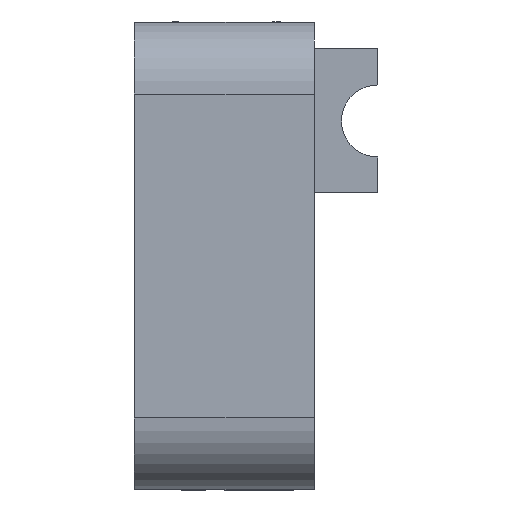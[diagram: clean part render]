
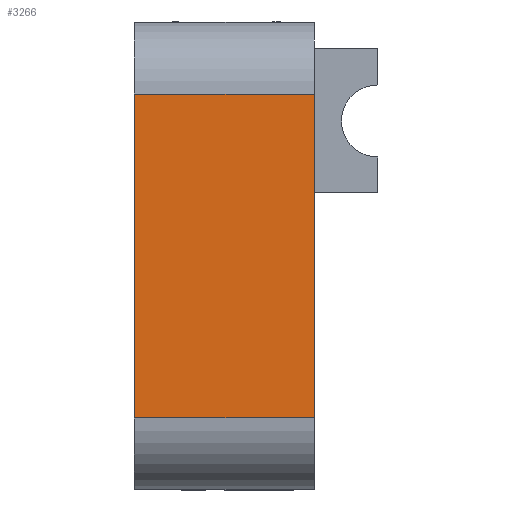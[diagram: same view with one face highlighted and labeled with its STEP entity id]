
A CAD part, left-side view. The second image highlights one B-rep face of the part: STEP entity #3266.
In plain terms, the highlighted planar face has unit normal (-1, 0, 0).
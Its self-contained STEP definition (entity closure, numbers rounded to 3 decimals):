
#26 = VECTOR ( 'NONE', #8113, 1000. ) ;
#86 = CARTESIAN_POINT ( 'NONE',  ( -266.7, 63.5, 57.15 ) ) ;
#211 = VERTEX_POINT ( 'NONE', #5593 ) ;
#292 = EDGE_CURVE ( 'NONE', #7268, #5809, #7733, .T. ) ;
#1055 = EDGE_LOOP ( 'NONE', ( #8006, #1646, #2112, #5018 ) ) ;
#1358 = VECTOR ( 'NONE', #1606, 1000. ) ;
#1606 = DIRECTION ( 'NONE',  ( 0., 0., -1. ) ) ;
#1646 = ORIENTED_EDGE ( 'NONE', *, *, #7832, .T. ) ;
#1693 = DIRECTION ( 'NONE',  ( 0., 0., 1. ) ) ;
#2112 = ORIENTED_EDGE ( 'NONE', *, *, #292, .T. ) ;
#2225 = DIRECTION ( 'NONE',  ( -1., 0., 0. ) ) ;
#2584 = CARTESIAN_POINT ( 'NONE',  ( -266.7, 63.5, 57.15 ) ) ;
#2804 = EDGE_CURVE ( 'NONE', #8291, #211, #4853, .T. ) ;
#2921 = DIRECTION ( 'NONE',  ( 0., -1., 0. ) ) ;
#3266 = ADVANCED_FACE ( 'NONE', ( #8235 ), #4125, .T. ) ;
#3609 = VECTOR ( 'NONE', #2921, 1000. ) ;
#3904 = VECTOR ( 'NONE', #1693, 1000. ) ;
#4125 = PLANE ( 'NONE',  #8304 ) ;
#4162 = EDGE_CURVE ( 'NONE', #5809, #8291, #4834, .T. ) ;
#4834 = LINE ( 'NONE', #86, #26 ) ;
#4853 = LINE ( 'NONE', #8225, #1358 ) ;
#5018 = ORIENTED_EDGE ( 'NONE', *, *, #4162, .T. ) ;
#5591 = CARTESIAN_POINT ( 'NONE',  ( -266.7, 0., -57.15 ) ) ;
#5593 = CARTESIAN_POINT ( 'NONE',  ( -266.7, 63.5, -57.15 ) ) ;
#5809 = VERTEX_POINT ( 'NONE', #5876 ) ;
#5876 = CARTESIAN_POINT ( 'NONE',  ( -266.7, 0., 57.15 ) ) ;
#6785 = DIRECTION ( 'NONE',  ( 0., 0., 1. ) ) ;
#6908 = LINE ( 'NONE', #5591, #3609 ) ;
#6913 = CARTESIAN_POINT ( 'NONE',  ( -266.7, 0., 0. ) ) ;
#7268 = VERTEX_POINT ( 'NONE', #8271 ) ;
#7694 = CARTESIAN_POINT ( 'NONE',  ( -266.7, 0., -82.55 ) ) ;
#7733 = LINE ( 'NONE', #7694, #3904 ) ;
#7832 = EDGE_CURVE ( 'NONE', #211, #7268, #6908, .T. ) ;
#8006 = ORIENTED_EDGE ( 'NONE', *, *, #2804, .T. ) ;
#8113 = DIRECTION ( 'NONE',  ( 0., 1., 0. ) ) ;
#8225 = CARTESIAN_POINT ( 'NONE',  ( -266.7, 63.5, 82.55 ) ) ;
#8235 = FACE_OUTER_BOUND ( 'NONE', #1055, .T. ) ;
#8271 = CARTESIAN_POINT ( 'NONE',  ( -266.7, 0., -57.15 ) ) ;
#8291 = VERTEX_POINT ( 'NONE', #2584 ) ;
#8304 = AXIS2_PLACEMENT_3D ( 'NONE', #6913, #2225, #6785 ) ;
